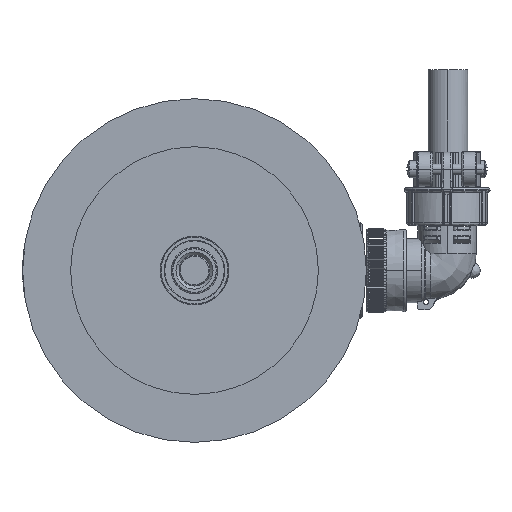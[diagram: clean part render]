
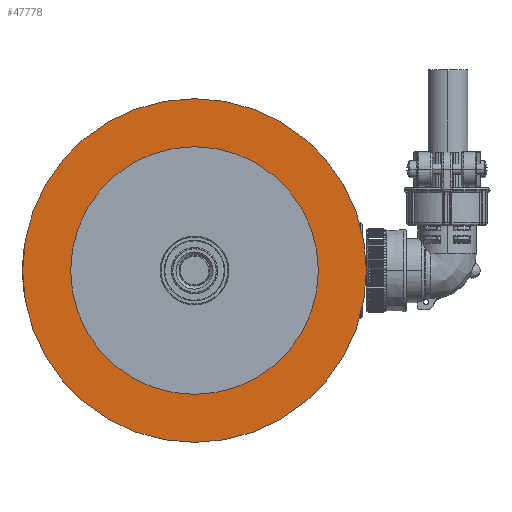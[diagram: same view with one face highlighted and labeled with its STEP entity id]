
A CAD part, left-side view. The second image highlights one B-rep face of the part: STEP entity #47778.
In plain terms, the highlighted planar face has unit normal (-1, 0, 0).
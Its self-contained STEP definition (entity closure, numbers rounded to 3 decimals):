
#521 = CARTESIAN_POINT ( 'NONE',  ( 3., -40., 0. ) ) ;
#546 = CARTESIAN_POINT ( 'NONE',  ( 3., -55.5, 0. ) ) ;
#552 = CARTESIAN_POINT ( 'NONE',  ( 3., 40., 0. ) ) ;
#560 = CARTESIAN_POINT ( 'NONE',  ( 3., 55.5, 0. ) ) ;
#7169 = EDGE_CURVE ( 'NONE', #26631, #26662, #9883, .T. ) ;
#7170 = EDGE_CURVE ( 'NONE', #26656, #26670, #9896, .T. ) ;
#9883 = CIRCLE ( 'NONE', #9897, 40. ) ;
#9892 = AXIS2_PLACEMENT_3D ( 'NONE', #22775, #22776, #22777 ) ;
#9896 = CIRCLE ( 'NONE', #9892, 55.5 ) ;
#9897 = AXIS2_PLACEMENT_3D ( 'NONE', #22772, #22773, #22774 ) ;
#16895 = EDGE_CURVE ( 'NONE', #26662, #26631, #44931, .T. ) ;
#22772 = CARTESIAN_POINT ( 'NONE',  ( 3., 0., 0. ) ) ;
#22773 = DIRECTION ( 'NONE',  ( 1., 0., 0. ) ) ;
#22774 = DIRECTION ( 'NONE',  ( 0., 1., 0. ) ) ;
#22775 = CARTESIAN_POINT ( 'NONE',  ( 3., 0., 0. ) ) ;
#22776 = DIRECTION ( 'NONE',  ( 1., 0., 0. ) ) ;
#22777 = DIRECTION ( 'NONE',  ( 0., 1., 0. ) ) ;
#26631 = VERTEX_POINT ( 'NONE', #521 ) ;
#26656 = VERTEX_POINT ( 'NONE', #546 ) ;
#26662 = VERTEX_POINT ( 'NONE', #552 ) ;
#26670 = VERTEX_POINT ( 'NONE', #560 ) ;
#28752 = ORIENTED_EDGE ( 'NONE', *, *, #16895, .T. ) ;
#28754 = ORIENTED_EDGE ( 'NONE', *, *, #7169, .T. ) ;
#28756 = ORIENTED_EDGE ( 'NONE', *, *, #38296, .F. ) ;
#28758 = ORIENTED_EDGE ( 'NONE', *, *, #7170, .F. ) ;
#32239 = CARTESIAN_POINT ( 'NONE',  ( 3., 0., 0. ) ) ;
#32242 = DIRECTION ( 'NONE',  ( 1., 0., 0. ) ) ;
#32245 = DIRECTION ( 'NONE',  ( 0., 1., 0. ) ) ;
#38296 = EDGE_CURVE ( 'NONE', #26670, #26656, #47444, .T. ) ;
#40349 = EDGE_LOOP ( 'NONE', ( #28756, #28758 ) ) ;
#42494 = EDGE_LOOP ( 'NONE', ( #28752, #28754 ) ) ;
#43424 = CARTESIAN_POINT ( 'NONE',  ( 3., 0., 0. ) ) ;
#43425 = DIRECTION ( 'NONE',  ( 1., 0., 0. ) ) ;
#43426 = DIRECTION ( 'NONE',  ( 0., 1., 0. ) ) ;
#43655 = PLANE ( 'NONE',  #47518 ) ;
#43659 = FACE_OUTER_BOUND ( 'NONE', #40349, .T. ) ;
#43811 = FACE_BOUND ( 'NONE', #42494, .T. ) ;
#43823 = CARTESIAN_POINT ( 'NONE',  ( 3., 40., 0. ) ) ;
#43824 = DIRECTION ( 'NONE',  ( -1., 0., 0. ) ) ;
#43825 = DIRECTION ( 'NONE',  ( 0., -1., 0. ) ) ;
#44931 = CIRCLE ( 'NONE', #44933, 40. ) ;
#44933 = AXIS2_PLACEMENT_3D ( 'NONE', #32239, #32242, #32245 ) ;
#47444 = CIRCLE ( 'NONE', #47449, 55.5 ) ;
#47449 = AXIS2_PLACEMENT_3D ( 'NONE', #43424, #43425, #43426 ) ;
#47518 = AXIS2_PLACEMENT_3D ( 'NONE', #43823, #43824, #43825 ) ;
#47778 = ADVANCED_FACE ( 'NONE', ( #43811, #43659 ), #43655, .T. ) ;
